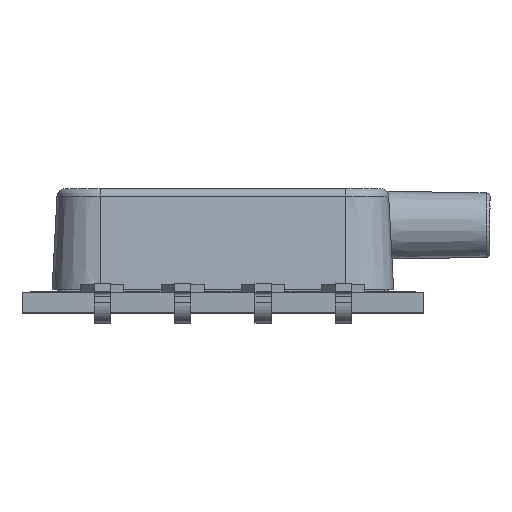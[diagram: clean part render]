
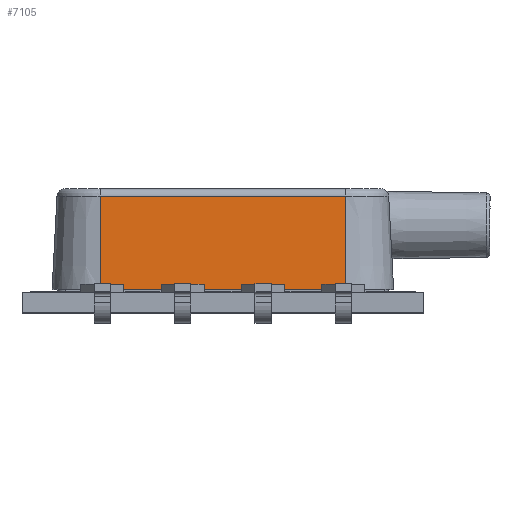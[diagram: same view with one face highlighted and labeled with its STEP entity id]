
A CAD part, top view. The second image highlights one B-rep face of the part: STEP entity #7105.
In plain terms, the highlighted face is planar.
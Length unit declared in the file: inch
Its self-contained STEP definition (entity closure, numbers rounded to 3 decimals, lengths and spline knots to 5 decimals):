
#819 = VERTEX_POINT ( 'NONE', #11194 ) ;
#833 = VERTEX_POINT ( 'NONE', #11208 ) ;
#916 = VERTEX_POINT ( 'NONE', #11283 ) ;
#917 = VERTEX_POINT ( 'NONE', #11307 ) ;
#1354 = DIRECTION ( 'NONE',  ( 0., 0.999, 0.052 ) ) ;
#1366 = PLANE ( 'NONE',  #4540 ) ;
#1367 = CARTESIAN_POINT ( 'NONE',  ( 0.17924, 0.2455, 0.00375 ) ) ;
#1368 = DIRECTION ( 'NONE',  ( -1., 0., 0. ) ) ;
#1708 = ORIENTED_EDGE ( 'NONE', *, *, #6448, .F. ) ;
#1713 = ORIENTED_EDGE ( 'NONE', *, *, #10543, .T. ) ;
#2415 = LINE ( 'NONE', #5319, #2429 ) ;
#2417 = VECTOR ( 'NONE', #5403, 39.37008 ) ;
#2429 = VECTOR ( 'NONE', #5320, 39.37008 ) ;
#2454 = LINE ( 'NONE', #5385, #2417 ) ;
#2487 = VECTOR ( 'NONE', #5397, 39.37008 ) ;
#2501 = LINE ( 'NONE', #5404, #2487 ) ;
#4540 = AXIS2_PLACEMENT_3D ( 'NONE', #1367, #1354, #1368 ) ;
#5319 = CARTESIAN_POINT ( 'NONE',  ( -0.12621, 0.24247, 0.0615 ) ) ;
#5320 = DIRECTION ( 'NONE',  ( -0.001, 0.052, -0.999 ) ) ;
#5385 = CARTESIAN_POINT ( 'NONE',  ( 0.0265, 0.23945, 0.11927 ) ) ;
#5397 = DIRECTION ( 'NONE',  ( -0.001, -0.052, 0.999 ) ) ;
#5403 = DIRECTION ( 'NONE',  ( -1., 0., 0. ) ) ;
#5404 = CARTESIAN_POINT ( 'NONE',  ( 0.17921, 0.24247, 0.0615 ) ) ;
#5914 = FACE_OUTER_BOUND ( 'NONE', #12226, .T. ) ;
#6448 = EDGE_CURVE ( 'NONE', #819, #917, #2415, .T. ) ;
#6453 = EDGE_CURVE ( 'NONE', #833, #819, #2454, .T. ) ;
#6457 = EDGE_CURVE ( 'NONE', #916, #833, #2501, .T. ) ;
#7105 = ADVANCED_FACE ( 'NONE', ( #5914 ), #1366, .T. ) ;
#8326 = CARTESIAN_POINT ( 'NONE',  ( 0.0265, 0.2455, 0.00375 ) ) ;
#8336 = DIRECTION ( 'NONE',  ( -1., 0., 0. ) ) ;
#9502 = ORIENTED_EDGE ( 'NONE', *, *, #6457, .F. ) ;
#9515 = ORIENTED_EDGE ( 'NONE', *, *, #6453, .F. ) ;
#10446 = LINE ( 'NONE', #8326, #10447 ) ;
#10447 = VECTOR ( 'NONE', #8336, 39.37008 ) ;
#10543 = EDGE_CURVE ( 'NONE', #916, #917, #10446, .T. ) ;
#11194 = CARTESIAN_POINT ( 'NONE',  ( -0.12617, 0.23945, 0.11927 ) ) ;
#11208 = CARTESIAN_POINT ( 'NONE',  ( 0.17917, 0.23945, 0.11927 ) ) ;
#11283 = CARTESIAN_POINT ( 'NONE',  ( 0.17924, 0.2455, 0.00375 ) ) ;
#11307 = CARTESIAN_POINT ( 'NONE',  ( -0.12624, 0.2455, 0.00375 ) ) ;
#12226 = EDGE_LOOP ( 'NONE', ( #9515, #9502, #1713, #1708 ) ) ;
